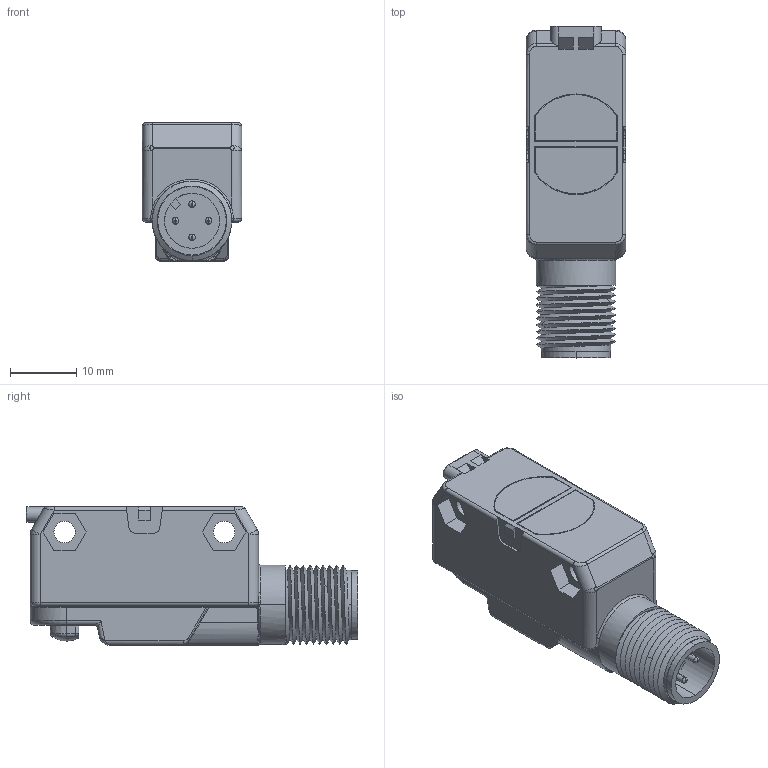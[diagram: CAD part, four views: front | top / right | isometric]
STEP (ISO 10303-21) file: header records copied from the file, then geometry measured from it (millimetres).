
FILE_DESCRIPTION((''),'2;1');
FILE_NAME('139434_SW','2008-05-05T',('banengservice'),('BANNER ENGINEERING'),'PRO/ENGINEER BY PARAMETRIC TECHNOLOGY CORPORATION, 2006170','PRO/ENGINEER BY PARAMETRIC TECHNOLOGY CORPORATION, 2006170','');
FILE_SCHEMA(('CONFIG_CONTROL_DESIGN'));
Length unit declared in the file: inch
Products named in the file (1): 139434_SW
Bounding box: 15 x 50.11 x 20.9 mm (x, y, z)
Volume: 9963.5 mm3; surface area: 4633.8 mm2
Topology: 1 solids, 1 shells, 343 faces, 812 edges, 486 vertices
Faces by surface type: cylinder 120, plane 115, bspline 67, torus 27, sphere 13, cone 1
Entity records: 16183 total; most frequent: CARTESIAN_POINT 8671, ORIENTED_EDGE 1618, DIRECTION 1459, EDGE_CURVE 809, AXIS2_PLACEMENT_3D 539, VERTEX_POINT 486, VECTOR 381, LINE 381
